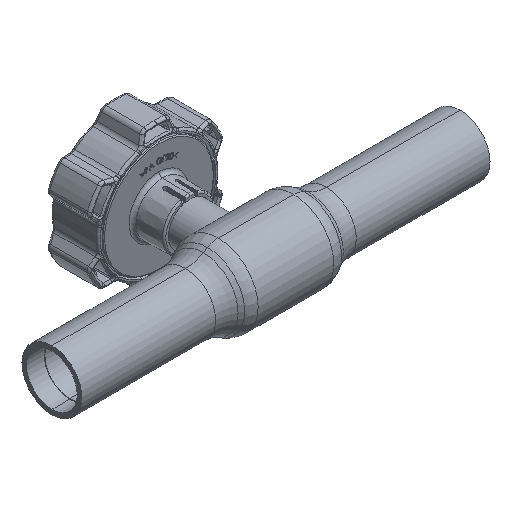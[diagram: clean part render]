
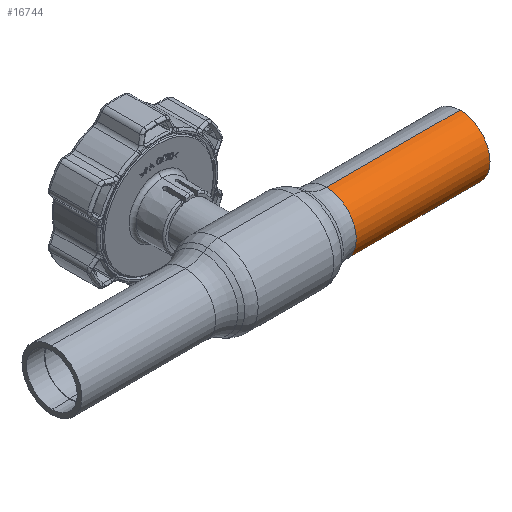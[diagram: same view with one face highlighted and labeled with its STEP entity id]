
A CAD part, isometric view. The second image highlights one B-rep face of the part: STEP entity #16744.
In plain terms, the highlighted cylindrical face has radius 16.85 mm (diameter 33.7 mm), a partial arc.
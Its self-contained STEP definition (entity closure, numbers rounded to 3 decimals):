
#602 = DIRECTION ( 'NONE',  ( -1., 0., 0. ) ) ;
#1390 = DIRECTION ( 'NONE',  ( -1., 0., 0. ) ) ;
#1946 = VECTOR ( 'NONE', #1390, 1000. ) ;
#3443 = CARTESIAN_POINT ( 'NONE',  ( -62.69, 0., -16.85 ) ) ;
#3997 = DIRECTION ( 'NONE',  ( 0., 0., 1. ) ) ;
#4598 = CARTESIAN_POINT ( 'NONE',  ( 39.645, 0., 16.85 ) ) ;
#5491 = CARTESIAN_POINT ( 'NONE',  ( 115., 0., 16.85 ) ) ;
#6062 = ORIENTED_EDGE ( 'NONE', *, *, #29596, .T. ) ;
#6804 = EDGE_LOOP ( 'NONE', ( #10836, #12776, #6062, #18163 ) ) ;
#8669 = EDGE_CURVE ( 'NONE', #32242, #30752, #15183, .T. ) ;
#8845 = VECTOR ( 'NONE', #602, 1000. ) ;
#9805 = DIRECTION ( 'NONE',  ( 0., 0., -1. ) ) ;
#10538 = AXIS2_PLACEMENT_3D ( 'NONE', #15915, #26780, #18229 ) ;
#10836 = ORIENTED_EDGE ( 'NONE', *, *, #25188, .F. ) ;
#11395 = CARTESIAN_POINT ( 'NONE',  ( 39.645, 0., 0. ) ) ;
#12776 = ORIENTED_EDGE ( 'NONE', *, *, #28685, .F. ) ;
#15183 = CIRCLE ( 'NONE', #16313, 16.85 ) ;
#15258 = CARTESIAN_POINT ( 'NONE',  ( 115., 0., -16.85 ) ) ;
#15915 = CARTESIAN_POINT ( 'NONE',  ( -62.69, 0., 0. ) ) ;
#16313 = AXIS2_PLACEMENT_3D ( 'NONE', #11395, #25637, #3997 ) ;
#16744 = ADVANCED_FACE ( 'NONE', ( #27913 ), #17201, .T. ) ;
#17201 = CYLINDRICAL_SURFACE ( 'NONE', #10538, 16.85 ) ;
#18105 = VERTEX_POINT ( 'NONE', #5491 ) ;
#18163 = ORIENTED_EDGE ( 'NONE', *, *, #8669, .F. ) ;
#18229 = DIRECTION ( 'NONE',  ( 0., 0., 1. ) ) ;
#21764 = AXIS2_PLACEMENT_3D ( 'NONE', #34700, #29018, #9805 ) ;
#25188 = EDGE_CURVE ( 'NONE', #25551, #32242, #25259, .T. ) ;
#25259 = LINE ( 'NONE', #3443, #8845 ) ;
#25551 = VERTEX_POINT ( 'NONE', #15258 ) ;
#25637 = DIRECTION ( 'NONE',  ( -1., 0., 0. ) ) ;
#25764 = CARTESIAN_POINT ( 'NONE',  ( 39.645, 0., -16.85 ) ) ;
#26553 = LINE ( 'NONE', #31189, #1946 ) ;
#26780 = DIRECTION ( 'NONE',  ( -1., 0., 0. ) ) ;
#27913 = FACE_OUTER_BOUND ( 'NONE', #6804, .T. ) ;
#28685 = EDGE_CURVE ( 'NONE', #18105, #25551, #29153, .T. ) ;
#29018 = DIRECTION ( 'NONE',  ( 1., 0., 0. ) ) ;
#29153 = CIRCLE ( 'NONE', #21764, 16.85 ) ;
#29596 = EDGE_CURVE ( 'NONE', #18105, #30752, #26553, .T. ) ;
#30752 = VERTEX_POINT ( 'NONE', #4598 ) ;
#31189 = CARTESIAN_POINT ( 'NONE',  ( -62.69, 0., 16.85 ) ) ;
#32242 = VERTEX_POINT ( 'NONE', #25764 ) ;
#34700 = CARTESIAN_POINT ( 'NONE',  ( 115., 0., 0. ) ) ;
